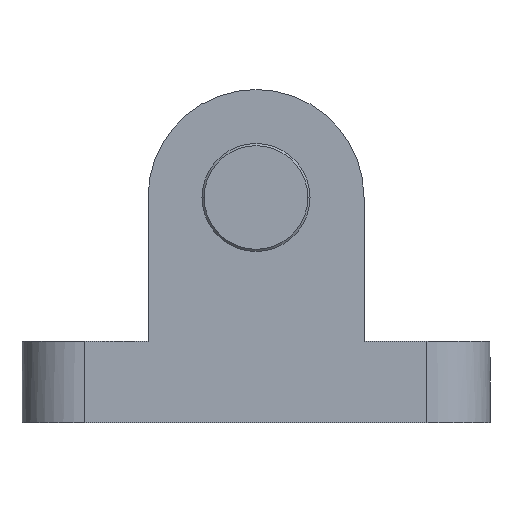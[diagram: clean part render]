
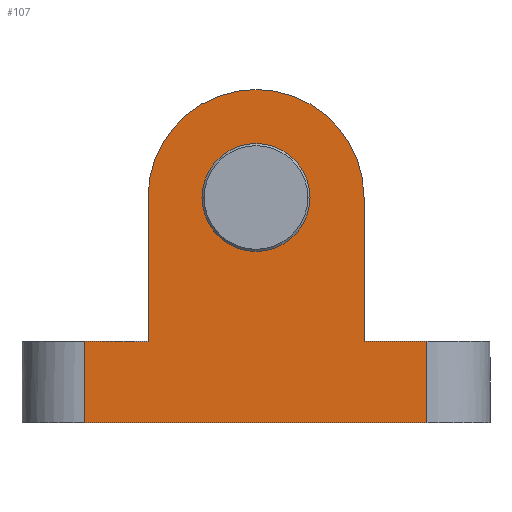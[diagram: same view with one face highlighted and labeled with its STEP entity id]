
A CAD part, left-side view. The second image highlights one B-rep face of the part: STEP entity #107.
In plain terms, the highlighted planar face has unit normal (-1, 0, 0).
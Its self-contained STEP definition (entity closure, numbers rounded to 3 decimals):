
#107=ADVANCED_FACE('',(#243,#244),#245,.T.);
#243=FACE_BOUND('',#386,.T.);
#244=FACE_OUTER_BOUND('',#387,.T.);
#245=PLANE('',#388);
#386=EDGE_LOOP('',(#866,#867));
#387=EDGE_LOOP('',(#868,#869,#870,#871,#872,#873,#874,#875,#876));
#388=AXIS2_PLACEMENT_3D('',#877,#878,#879);
#866=ORIENTED_EDGE('',*,*,#963,.T.);
#867=ORIENTED_EDGE('',*,*,#962,.T.);
#868=ORIENTED_EDGE('',*,*,#1053,.F.);
#869=ORIENTED_EDGE('',*,*,#1058,.F.);
#870=ORIENTED_EDGE('',*,*,#1056,.T.);
#871=ORIENTED_EDGE('',*,*,#995,.T.);
#872=ORIENTED_EDGE('',*,*,#1007,.F.);
#873=ORIENTED_EDGE('',*,*,#1004,.F.);
#874=ORIENTED_EDGE('',*,*,#940,.F.);
#875=ORIENTED_EDGE('',*,*,#1002,.F.);
#876=ORIENTED_EDGE('',*,*,#991,.T.);
#877=CARTESIAN_POINT('',(-26.0,0.0,0.0));
#878=DIRECTION('',(-1.0,-0.0,0.0));
#879=DIRECTION('',(0.0,-1.0,-0.0));
#940=EDGE_CURVE('',#1136,#1132,#1138,.T.);
#962=EDGE_CURVE('',#1176,#1178,#1180,.T.);
#963=EDGE_CURVE('',#1178,#1176,#1181,.T.);
#991=EDGE_CURVE('',#1221,#1219,#1222,.T.);
#995=EDGE_CURVE('',#1229,#1227,#1230,.T.);
#1002=EDGE_CURVE('',#1221,#1136,#1242,.T.);
#1004=EDGE_CURVE('',#1132,#1244,#1245,.T.);
#1007=EDGE_CURVE('',#1244,#1227,#1249,.T.);
#1053=EDGE_CURVE('',#1312,#1219,#1314,.T.);
#1056=EDGE_CURVE('',#1317,#1229,#1318,.T.);
#1058=EDGE_CURVE('',#1317,#1312,#1320,.T.);
#1132=VERTEX_POINT('',#1412);
#1136=VERTEX_POINT('',#1417);
#1138=CIRCLE('',#1420,12.0);
#1176=VERTEX_POINT('',#1468);
#1178=VERTEX_POINT('',#1471);
#1180=CIRCLE('',#1474,6.0);
#1181=CIRCLE('',#1475,6.0);
#1219=VERTEX_POINT('',#1523);
#1221=VERTEX_POINT('',#1525);
#1222=LINE('',#1526,#1527);
#1227=VERTEX_POINT('',#1534);
#1229=VERTEX_POINT('',#1537);
#1230=LINE('',#1538,#1539);
#1242=LINE('',#1553,#1554);
#1244=VERTEX_POINT('',#1557);
#1245=CIRCLE('',#1558,12.0);
#1249=LINE('',#1563,#1564);
#1312=VERTEX_POINT('',#1647);
#1314=LINE('',#1649,#1650);
#1317=VERTEX_POINT('',#1655);
#1318=LINE('',#1656,#1657);
#1320=LINE('',#1659,#1660);
#1412=CARTESIAN_POINT('',(-26.0,0.,37.0));
#1417=CARTESIAN_POINT('',(-26.0,12.0,25.0));
#1420=AXIS2_PLACEMENT_3D('',#1738,#1739,#1740);
#1468=CARTESIAN_POINT('',(-26.0,6.0,25.0));
#1471=CARTESIAN_POINT('',(-26.0,-6.0,25.0));
#1474=AXIS2_PLACEMENT_3D('',#1780,#1781,#1782);
#1475=AXIS2_PLACEMENT_3D('',#1783,#1784,#1785);
#1523=CARTESIAN_POINT('',(-26.0,19.0,9.0));
#1525=CARTESIAN_POINT('',(-26.0,12.0,9.0));
#1526=CARTESIAN_POINT('',(-26.0,-19.0,9.0));
#1527=VECTOR('',#1847,1.0);
#1534=CARTESIAN_POINT('',(-26.0,-12.0,9.0));
#1537=CARTESIAN_POINT('',(-26.0,-19.0,9.0));
#1538=CARTESIAN_POINT('',(-26.0,-19.0,9.0));
#1539=VECTOR('',#1851,1.0);
#1553=CARTESIAN_POINT('',(-26.0,12.0,25.0));
#1554=VECTOR('',#1866,1.0);
#1557=CARTESIAN_POINT('',(-26.0,-12.0,25.0));
#1558=AXIS2_PLACEMENT_3D('',#1868,#1869,#1870);
#1563=CARTESIAN_POINT('',(-26.0,-12.0,9.0));
#1564=VECTOR('',#1875,1.0);
#1647=CARTESIAN_POINT('',(-26.0,19.0,0.0));
#1649=CARTESIAN_POINT('',(-26.0,19.0,0.0));
#1650=VECTOR('',#1971,1.0);
#1655=CARTESIAN_POINT('',(-26.0,-19.0,0.0));
#1656=CARTESIAN_POINT('',(-26.0,-19.0,0.0));
#1657=VECTOR('',#1974,1.0);
#1659=CARTESIAN_POINT('',(-26.0,-19.0,0.0));
#1660=VECTOR('',#1978,1.0);
#1738=CARTESIAN_POINT('',(-26.0,0.0,25.0));
#1739=DIRECTION('',(1.0,0.0,0.));
#1740=DIRECTION('',(0.,0.0,1.0));
#1780=CARTESIAN_POINT('',(-26.0,0.0,25.0));
#1781=DIRECTION('',(1.0,0.0,-0.0));
#1782=DIRECTION('',(0.0,1.0,0.0));
#1783=CARTESIAN_POINT('',(-26.0,0.0,25.0));
#1784=DIRECTION('',(1.0,0.0,-0.0));
#1785=DIRECTION('',(0.0,1.0,0.0));
#1847=DIRECTION('',(0.0,1.0,0.0));
#1851=DIRECTION('',(0.0,1.0,0.0));
#1866=DIRECTION('',(0.,0.0,1.0));
#1868=CARTESIAN_POINT('',(-26.0,0.0,25.0));
#1869=DIRECTION('',(1.0,0.0,0.));
#1870=DIRECTION('',(0.,0.0,1.0));
#1875=DIRECTION('',(0.,-0.0,-1.0));
#1971=DIRECTION('',(0.0,0.0,1.0));
#1974=DIRECTION('',(0.0,0.0,1.0));
#1978=DIRECTION('',(0.0,1.0,0.0));
